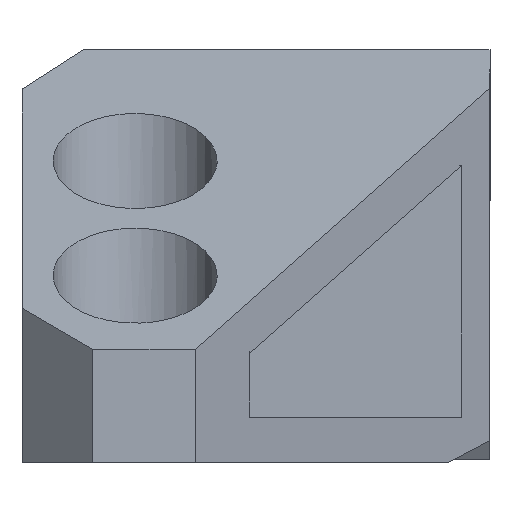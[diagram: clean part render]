
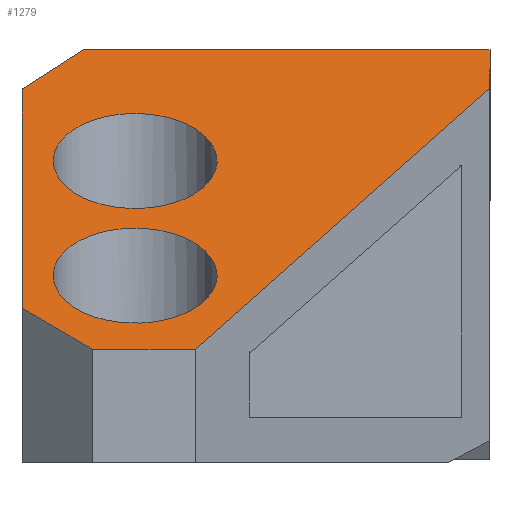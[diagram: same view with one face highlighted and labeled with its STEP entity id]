
A CAD part, front view. The second image highlights one B-rep face of the part: STEP entity #1279.
In plain terms, the highlighted planar face has unit normal (0, -0.501, 0.865).
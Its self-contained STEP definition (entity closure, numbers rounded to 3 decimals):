
#10 = EDGE_CURVE ( 'NONE', #210, #959, #260, .T. ) ;
#63 = CARTESIAN_POINT ( 'NONE',  ( -2.9, 0., 6.606 ) ) ;
#68 = EDGE_CURVE ( 'NONE', #137, #1592, #771, .T. ) ;
#85 = EDGE_CURVE ( 'NONE', #1592, #137, #381, .T. ) ;
#97 = DIRECTION ( 'NONE',  ( 0., -0.865, -0.501 ) ) ;
#118 = CARTESIAN_POINT ( 'NONE',  ( -9.5, 13.805, 14.6 ) ) ;
#132 = FACE_BOUND ( 'NONE', #1781, .T. ) ;
#137 = VERTEX_POINT ( 'NONE', #1434 ) ;
#210 = VERTEX_POINT ( 'NONE', #1320 ) ;
#247 = CARTESIAN_POINT ( 'NONE',  ( 2.9, 5.8, 9.964 ) ) ;
#260 = LINE ( 'NONE', #1010, #1231 ) ;
#332 = EDGE_CURVE ( 'NONE', #600, #2197, #1189, .T. ) ;
#349 = EDGE_CURVE ( 'NONE', #1361, #210, #1714, .T. ) ;
#381 =( BOUNDED_CURVE ( )  B_SPLINE_CURVE ( 3, ( #1034, #2391, #514, #2378 ),
 .UNSPECIFIED., .F., .T. ) 
 B_SPLINE_CURVE_WITH_KNOTS ( ( 4, 4 ),
 ( 4.712, 7.854 ),
 .UNSPECIFIED. ) 
 CURVE ( )  GEOMETRIC_REPRESENTATION_ITEM ( )  RATIONAL_B_SPLINE_CURVE ( ( 1., 0.333, 0.333, 1. ) ) 
 REPRESENTATION_ITEM ( '' )  );
#389 = EDGE_CURVE ( 'NONE', #1136, #1935, #1342, .T. ) ;
#447 = ORIENTED_EDGE ( 'NONE', *, *, #10, .F. ) ;
#514 = CARTESIAN_POINT ( 'NONE',  ( 2.9, -5.8, 3.247 ) ) ;
#525 = FACE_BOUND ( 'NONE', #1754, .T. ) ;
#533 = EDGE_CURVE ( 'NONE', #936, #1171, #701, .T. ) ;
#582 = CARTESIAN_POINT ( 'NONE',  ( -2.9, 7., 10.659 ) ) ;
#593 = CARTESIAN_POINT ( 'NONE',  ( 2.127, -4.5, 4. ) ) ;
#600 = VERTEX_POINT ( 'NONE', #2195 ) ;
#619 = DIRECTION ( 'NONE',  ( -0.654, 0.654, 0.379 ) ) ;
#649 = ORIENTED_EDGE ( 'NONE', *, *, #1721, .T. ) ;
#681 = VECTOR ( 'NONE', #2053, 1000. ) ;
#693 = DIRECTION ( 'NONE',  ( 1., 0., 0. ) ) ;
#701 = LINE ( 'NONE', #118, #2307 ) ;
#722 = CARTESIAN_POINT ( 'NONE',  ( 2.9, 7., 10.659 ) ) ;
#731 = CARTESIAN_POINT ( 'NONE',  ( -9.863, 4.898, 9.442 ) ) ;
#771 =( BOUNDED_CURVE ( )  B_SPLINE_CURVE ( 3, ( #956, #247, #981, #63 ),
 .UNSPECIFIED., .F., .T. ) 
 B_SPLINE_CURVE_WITH_KNOTS ( ( 4, 4 ),
 ( 1.571, 4.712 ),
 .UNSPECIFIED. ) 
 CURVE ( )  GEOMETRIC_REPRESENTATION_ITEM ( )  RATIONAL_B_SPLINE_CURVE ( ( 1., 0.333, 0.333, 1. ) ) 
 REPRESENTATION_ITEM ( '' )  );
#798 = ORIENTED_EDGE ( 'NONE', *, *, #332, .F. ) ;
#808 = CARTESIAN_POINT ( 'NONE',  ( -6.412, 0.412, 6.845 ) ) ;
#860 = FACE_OUTER_BOUND ( 'NONE', #2046, .T. ) ;
#862 = CARTESIAN_POINT ( 'NONE',  ( -4., 11.4, 13.207 ) ) ;
#869 = DIRECTION ( 'NONE',  ( 0., -0.501, 0.865 ) ) ;
#917 = CARTESIAN_POINT ( 'NONE',  ( -2.9, 12.8, 14.018 ) ) ;
#936 = VERTEX_POINT ( 'NONE', #1621 ) ;
#950 = DIRECTION ( 'NONE',  ( -0.493, -0.753, -0.436 ) ) ;
#956 = CARTESIAN_POINT ( 'NONE',  ( 2.9, 0., 6.606 ) ) ;
#959 = VERTEX_POINT ( 'NONE', #862 ) ;
#969 = DIRECTION ( 'NONE',  ( 0., 0.865, 0.501 ) ) ;
#981 = CARTESIAN_POINT ( 'NONE',  ( -2.9, 5.8, 9.964 ) ) ;
#1010 = CARTESIAN_POINT ( 'NONE',  ( -4., 11.4, 13.207 ) ) ;
#1034 = CARTESIAN_POINT ( 'NONE',  ( -2.9, 0., 6.606 ) ) ;
#1058 = CARTESIAN_POINT ( 'NONE',  ( -9.5, 4.653, 9.3 ) ) ;
#1065 = LINE ( 'NONE', #2180, #2230 ) ;
#1117 = CARTESIAN_POINT ( 'NONE',  ( 2.9, 1.2, 7.301 ) ) ;
#1127 = ORIENTED_EDGE ( 'NONE', *, *, #85, .F. ) ;
#1136 = VERTEX_POINT ( 'NONE', #1572 ) ;
#1171 = VERTEX_POINT ( 'NONE', #2111 ) ;
#1189 =( BOUNDED_CURVE ( )  B_SPLINE_CURVE ( 3, ( #722, #1483, #917, #2334 ),
 .UNSPECIFIED., .F., .T. ) 
 B_SPLINE_CURVE_WITH_KNOTS ( ( 4, 4 ),
 ( 1.571, 4.712 ),
 .UNSPECIFIED. ) 
 CURVE ( )  GEOMETRIC_REPRESENTATION_ITEM ( )  RATIONAL_B_SPLINE_CURVE ( ( 1., 0.333, 0.333, 1. ) ) 
 REPRESENTATION_ITEM ( '' )  );
#1231 = VECTOR ( 'NONE', #969, 1000. ) ;
#1234 = VECTOR ( 'NONE', #950, 1000. ) ;
#1241 = AXIS2_PLACEMENT_3D ( 'NONE', #1058, #869, #2162 ) ;
#1270 = PLANE ( 'NONE',  #1241 ) ;
#1279 = ADVANCED_FACE ( 'NONE', ( #132, #525, #860 ), #1270, .T. ) ;
#1320 = CARTESIAN_POINT ( 'NONE',  ( -4., -2., 5.448 ) ) ;
#1323 = ORIENTED_EDGE ( 'NONE', *, *, #68, .F. ) ;
#1330 = CARTESIAN_POINT ( 'NONE',  ( 2.9, 7., 10.659 ) ) ;
#1341 = CARTESIAN_POINT ( 'NONE',  ( -2.9, 0., 6.606 ) ) ;
#1342 = LINE ( 'NONE', #1897, #1234 ) ;
#1361 = VERTEX_POINT ( 'NONE', #1783 ) ;
#1401 = EDGE_CURVE ( 'NONE', #936, #959, #2031, .T. ) ;
#1409 = ORIENTED_EDGE ( 'NONE', *, *, #2299, .F. ) ;
#1434 = CARTESIAN_POINT ( 'NONE',  ( 2.9, 0., 6.606 ) ) ;
#1475 = EDGE_CURVE ( 'NONE', #2197, #600, #2051, .T. ) ;
#1483 = CARTESIAN_POINT ( 'NONE',  ( 2.9, 12.8, 14.018 ) ) ;
#1492 = VECTOR ( 'NONE', #97, 1000. ) ;
#1524 = ORIENTED_EDGE ( 'NONE', *, *, #1475, .F. ) ;
#1563 = ORIENTED_EDGE ( 'NONE', *, *, #389, .F. ) ;
#1572 = CARTESIAN_POINT ( 'NONE',  ( 12.55, 11.439, 13.23 ) ) ;
#1592 = VERTEX_POINT ( 'NONE', #1341 ) ;
#1621 = CARTESIAN_POINT ( 'NONE',  ( -1.831, 13.805, 14.6 ) ) ;
#1686 = CARTESIAN_POINT ( 'NONE',  ( -2.9, 1.2, 7.301 ) ) ;
#1714 = LINE ( 'NONE', #808, #1778 ) ;
#1721 = EDGE_CURVE ( 'NONE', #1361, #1935, #1065, .T. ) ;
#1754 = EDGE_LOOP ( 'NONE', ( #1127, #1323 ) ) ;
#1778 = VECTOR ( 'NONE', #619, 1000. ) ;
#1781 = EDGE_LOOP ( 'NONE', ( #1524, #798 ) ) ;
#1783 = CARTESIAN_POINT ( 'NONE',  ( -1.5, -4.5, 4. ) ) ;
#1897 = CARTESIAN_POINT ( 'NONE',  ( 3.84, -1.88, 5.517 ) ) ;
#1935 = VERTEX_POINT ( 'NONE', #593 ) ;
#1969 = ORIENTED_EDGE ( 'NONE', *, *, #349, .F. ) ;
#1973 = DIRECTION ( 'NONE',  ( 1., 0., 0. ) ) ;
#2019 = ORIENTED_EDGE ( 'NONE', *, *, #1401, .T. ) ;
#2030 = CARTESIAN_POINT ( 'NONE',  ( 12.55, -2.865, 4.947 ) ) ;
#2031 = LINE ( 'NONE', #731, #681 ) ;
#2046 = EDGE_LOOP ( 'NONE', ( #2435, #2019, #447, #1969, #649, #1563, #1409 ) ) ;
#2051 =( BOUNDED_CURVE ( )  B_SPLINE_CURVE ( 3, ( #582, #1686, #1117, #1330 ),
 .UNSPECIFIED., .F., .T. ) 
 B_SPLINE_CURVE_WITH_KNOTS ( ( 4, 4 ),
 ( 4.712, 7.854 ),
 .UNSPECIFIED. ) 
 CURVE ( )  GEOMETRIC_REPRESENTATION_ITEM ( )  RATIONAL_B_SPLINE_CURVE ( ( 1., 0.333, 0.333, 1. ) ) 
 REPRESENTATION_ITEM ( '' )  );
#2053 = DIRECTION ( 'NONE',  ( -0.615, -0.682, -0.395 ) ) ;
#2111 = CARTESIAN_POINT ( 'NONE',  ( 12.55, 13.805, 14.6 ) ) ;
#2153 = LINE ( 'NONE', #2030, #1492 ) ;
#2162 = DIRECTION ( 'NONE',  ( -1., 0., 0. ) ) ;
#2180 = CARTESIAN_POINT ( 'NONE',  ( -9.5, -4.5, 4. ) ) ;
#2195 = CARTESIAN_POINT ( 'NONE',  ( 2.9, 7., 10.659 ) ) ;
#2197 = VERTEX_POINT ( 'NONE', #2303 ) ;
#2230 = VECTOR ( 'NONE', #1973, 1000. ) ;
#2299 = EDGE_CURVE ( 'NONE', #1171, #1136, #2153, .T. ) ;
#2303 = CARTESIAN_POINT ( 'NONE',  ( -2.9, 7., 10.659 ) ) ;
#2307 = VECTOR ( 'NONE', #693, 1000. ) ;
#2334 = CARTESIAN_POINT ( 'NONE',  ( -2.9, 7., 10.659 ) ) ;
#2378 = CARTESIAN_POINT ( 'NONE',  ( 2.9, 0., 6.606 ) ) ;
#2391 = CARTESIAN_POINT ( 'NONE',  ( -2.9, -5.8, 3.247 ) ) ;
#2435 = ORIENTED_EDGE ( 'NONE', *, *, #533, .F. ) ;
